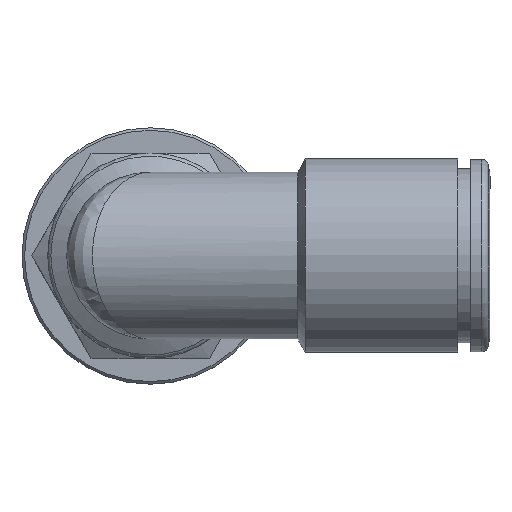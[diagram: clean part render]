
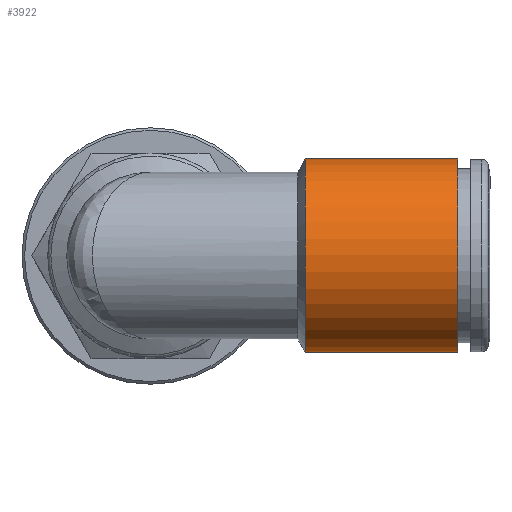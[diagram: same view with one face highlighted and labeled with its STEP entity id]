
A CAD part, top view. The second image highlights one B-rep face of the part: STEP entity #3922.
In plain terms, the highlighted cylindrical face has radius 7.55 mm (diameter 15.1 mm), a full revolution.
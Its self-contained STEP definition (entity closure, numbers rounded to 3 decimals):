
#1207=CYLINDRICAL_SURFACE('',#3812,7.55);
#1416=ORIENTED_EDGE('',*,*,#1706,.T.);
#1417=ORIENTED_EDGE('',*,*,#1705,.F.);
#1518=CIRCLE('',#3811,7.55);
#1519=CIRCLE('',#3813,7.55);
#1602=VERTEX_POINT('',#3131);
#1603=VERTEX_POINT('',#3134);
#1705=EDGE_CURVE('',#1602,#1602,#1518,.T.);
#1706=EDGE_CURVE('',#1603,#1603,#1519,.T.);
#1838=EDGE_LOOP('',(#1416));
#1839=EDGE_LOOP('',(#1417));
#1973=FACE_BOUND('',#1838,.T.);
#1974=FACE_BOUND('',#1839,.T.);
#2284=DIRECTION('',(1.,0.,0.));
#2285=DIRECTION('',(0.,7.55,0.));
#2286=DIRECTION('',(-1.,0.,0.));
#2287=DIRECTION('',(0.,1.,0.));
#2288=DIRECTION('',(1.,0.,0.));
#2289=DIRECTION('',(0.,7.55,0.));
#3131=CARTESIAN_POINT('',(17.468,25.834,0.));
#3132=CARTESIAN_POINT('',(17.468,18.284,0.));
#3133=CARTESIAN_POINT('',(17.468,18.284,0.));
#3134=CARTESIAN_POINT('',(5.575,25.834,0.));
#3135=CARTESIAN_POINT('',(5.575,18.284,0.));
#3811=AXIS2_PLACEMENT_3D('',#3132,#2284,#2285);
#3812=AXIS2_PLACEMENT_3D('',#3133,#2286,#2287);
#3813=AXIS2_PLACEMENT_3D('',#3135,#2288,#2289);
#3922=ADVANCED_FACE('',(#1973,#1974),#1207,.T.);
